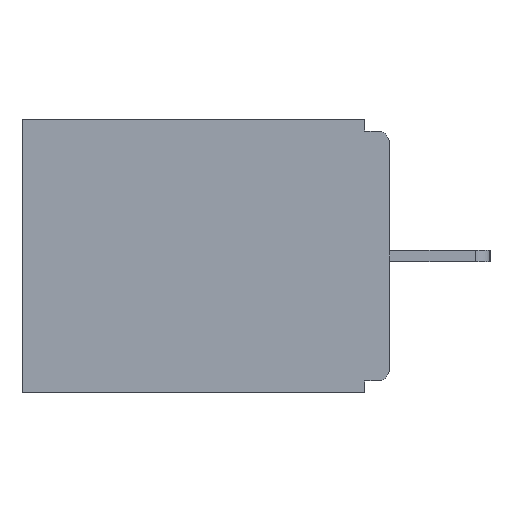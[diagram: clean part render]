
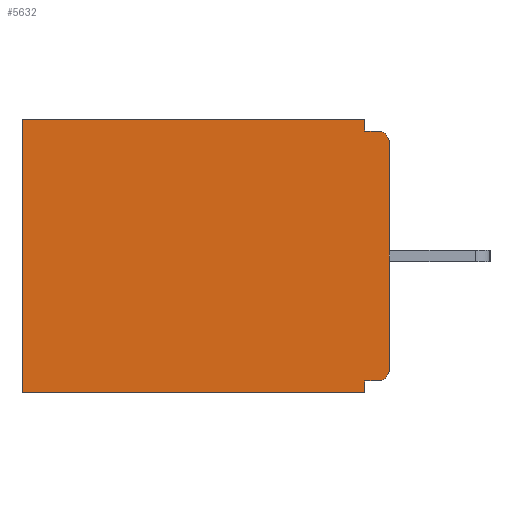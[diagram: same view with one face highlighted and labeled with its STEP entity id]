
A CAD part, left-side view. The second image highlights one B-rep face of the part: STEP entity #5632.
In plain terms, the highlighted planar face has unit normal (-1, 0, 0).
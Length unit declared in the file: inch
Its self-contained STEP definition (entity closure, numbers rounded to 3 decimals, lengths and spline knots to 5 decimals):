
#89 = CARTESIAN_POINT ( 'NONE',  ( 0.298, 0.031, -0.328 ) ) ;
#328 = VERTEX_POINT ( 'NONE', #1102 ) ;
#378 = DIRECTION ( 'NONE',  ( 0., 0., -1. ) ) ;
#460 = VECTOR ( 'NONE', #378, 39.37008 ) ;
#467 = VECTOR ( 'NONE', #1261, 39.37008 ) ;
#869 = CARTESIAN_POINT ( 'NONE',  ( 0.298, 0.46, 0. ) ) ;
#1102 = CARTESIAN_POINT ( 'NONE',  ( 0.298, 0.015, -0.328 ) ) ;
#1261 = DIRECTION ( 'NONE',  ( 0., -1., 0. ) ) ;
#1346 = EDGE_CURVE ( 'NONE', #5920, #9950, #3099, .T. ) ;
#1518 = EDGE_CURVE ( 'NONE', #9026, #4211, #6929, .T. ) ;
#1569 = EDGE_CURVE ( 'NONE', #2564, #10090, #10551, .T. ) ;
#1577 = CARTESIAN_POINT ( 'NONE',  ( 0.298, 0.015, -0.015 ) ) ;
#1658 = DIRECTION ( 'NONE',  ( 1., 0., 0. ) ) ;
#1698 = EDGE_LOOP ( 'NONE', ( #9153, #9100, #7955, #9530, #9448, #10012, #9859, #7495, #6909, #8181 ) ) ;
#1822 = EDGE_CURVE ( 'NONE', #2564, #7527, #6920, .T. ) ;
#1852 = AXIS2_PLACEMENT_3D ( 'NONE', #4566, #1658, #5340 ) ;
#2063 = CARTESIAN_POINT ( 'NONE',  ( 0.298, 0., -0.328 ) ) ;
#2099 = AXIS2_PLACEMENT_3D ( 'NONE', #6154, #6633, #10446 ) ;
#2196 = CARTESIAN_POINT ( 'NONE',  ( 0.298, 0.015, -0.03 ) ) ;
#2458 = CARTESIAN_POINT ( 'NONE',  ( 0.298, 0., -0.015 ) ) ;
#2564 = VERTEX_POINT ( 'NONE', #5984 ) ;
#2797 = LINE ( 'NONE', #2458, #467 ) ;
#2999 = DIRECTION ( 'NONE',  ( 0., 1., 0. ) ) ;
#3099 = LINE ( 'NONE', #4995, #460 ) ;
#3241 = LINE ( 'NONE', #10288, #5664 ) ;
#3365 = EDGE_CURVE ( 'NONE', #328, #5429, #4181, .T. ) ;
#3928 = EDGE_CURVE ( 'NONE', #10090, #6691, #2797, .T. ) ;
#4141 = EDGE_CURVE ( 'NONE', #328, #9950, #7741, .T. ) ;
#4181 = LINE ( 'NONE', #2063, #8122 ) ;
#4211 = VERTEX_POINT ( 'NONE', #7930 ) ;
#4268 = EDGE_CURVE ( 'NONE', #5429, #9026, #3241, .T. ) ;
#4439 = EDGE_CURVE ( 'NONE', #5920, #6691, #5410, .T. ) ;
#4566 = CARTESIAN_POINT ( 'NONE',  ( 0.298, 0., 0. ) ) ;
#4838 = AXIS2_PLACEMENT_3D ( 'NONE', #2196, #6188, #9736 ) ;
#4862 = VECTOR ( 'NONE', #5715, 39.37008 ) ;
#4871 = VECTOR ( 'NONE', #7042, 39.37008 ) ;
#4995 = CARTESIAN_POINT ( 'NONE',  ( 0.298, 0., 0. ) ) ;
#5166 = CARTESIAN_POINT ( 'NONE',  ( 0.298, 0.031, -0.343 ) ) ;
#5340 = DIRECTION ( 'NONE',  ( 0., 0., -1. ) ) ;
#5410 = CIRCLE ( 'NONE', #4838, 0.015 ) ;
#5429 = VERTEX_POINT ( 'NONE', #89 ) ;
#5471 = CARTESIAN_POINT ( 'NONE',  ( 0.298, 0., -0.343 ) ) ;
#5632 = ADVANCED_FACE ( 'NONE', ( #6127 ), #7097, .F. ) ;
#5664 = VECTOR ( 'NONE', #9957, 39.37008 ) ;
#5715 = DIRECTION ( 'NONE',  ( 0., 1., 0. ) ) ;
#5886 = CARTESIAN_POINT ( 'NONE',  ( 0.298, 0., 0. ) ) ;
#5904 = EDGE_CURVE ( 'NONE', #7527, #4211, #7013, .T. ) ;
#5920 = VERTEX_POINT ( 'NONE', #10542 ) ;
#5984 = CARTESIAN_POINT ( 'NONE',  ( 0.298, 0.031, 0. ) ) ;
#6127 = FACE_OUTER_BOUND ( 'NONE', #1698, .T. ) ;
#6154 = CARTESIAN_POINT ( 'NONE',  ( 0.298, 0.015, -0.313 ) ) ;
#6188 = DIRECTION ( 'NONE',  ( -1., 0., 0. ) ) ;
#6525 = CARTESIAN_POINT ( 'NONE',  ( 0.298, 0.46, 0. ) ) ;
#6633 = DIRECTION ( 'NONE',  ( -1., 0., 0. ) ) ;
#6688 = CARTESIAN_POINT ( 'NONE',  ( 0.298, 0., -0.313 ) ) ;
#6691 = VERTEX_POINT ( 'NONE', #1577 ) ;
#6784 = VECTOR ( 'NONE', #9570, 39.37008 ) ;
#6898 = CARTESIAN_POINT ( 'NONE',  ( 0.298, 0.031, -0.343 ) ) ;
#6909 = ORIENTED_EDGE ( 'NONE', *, *, #4141, .T. ) ;
#6920 = LINE ( 'NONE', #5886, #4862 ) ;
#6929 = LINE ( 'NONE', #5471, #4871 ) ;
#7013 = LINE ( 'NONE', #869, #6784 ) ;
#7042 = DIRECTION ( 'NONE',  ( 0., 1., 0. ) ) ;
#7097 = PLANE ( 'NONE',  #1852 ) ;
#7442 = CARTESIAN_POINT ( 'NONE',  ( 0.298, 0.031, -0.015 ) ) ;
#7495 = ORIENTED_EDGE ( 'NONE', *, *, #3365, .F. ) ;
#7527 = VERTEX_POINT ( 'NONE', #6525 ) ;
#7741 = CIRCLE ( 'NONE', #2099, 0.015 ) ;
#7930 = CARTESIAN_POINT ( 'NONE',  ( 0.298, 0.46, -0.343 ) ) ;
#7955 = ORIENTED_EDGE ( 'NONE', *, *, #1569, .F. ) ;
#8122 = VECTOR ( 'NONE', #2999, 39.37008 ) ;
#8181 = ORIENTED_EDGE ( 'NONE', *, *, #1346, .F. ) ;
#9026 = VERTEX_POINT ( 'NONE', #6898 ) ;
#9100 = ORIENTED_EDGE ( 'NONE', *, *, #3928, .F. ) ;
#9153 = ORIENTED_EDGE ( 'NONE', *, *, #4439, .T. ) ;
#9241 = DIRECTION ( 'NONE',  ( 0., 0., -1. ) ) ;
#9350 = VECTOR ( 'NONE', #9241, 39.37008 ) ;
#9448 = ORIENTED_EDGE ( 'NONE', *, *, #5904, .T. ) ;
#9530 = ORIENTED_EDGE ( 'NONE', *, *, #1822, .T. ) ;
#9570 = DIRECTION ( 'NONE',  ( 0., 0., -1. ) ) ;
#9736 = DIRECTION ( 'NONE',  ( 0., 0., -1. ) ) ;
#9859 = ORIENTED_EDGE ( 'NONE', *, *, #4268, .F. ) ;
#9950 = VERTEX_POINT ( 'NONE', #6688 ) ;
#9957 = DIRECTION ( 'NONE',  ( 0., 0., -1. ) ) ;
#10012 = ORIENTED_EDGE ( 'NONE', *, *, #1518, .F. ) ;
#10090 = VERTEX_POINT ( 'NONE', #7442 ) ;
#10288 = CARTESIAN_POINT ( 'NONE',  ( 0.298, 0.031, -0.343 ) ) ;
#10446 = DIRECTION ( 'NONE',  ( 0., 0., -1. ) ) ;
#10542 = CARTESIAN_POINT ( 'NONE',  ( 0.298, 0., -0.03 ) ) ;
#10551 = LINE ( 'NONE', #5166, #9350 ) ;
